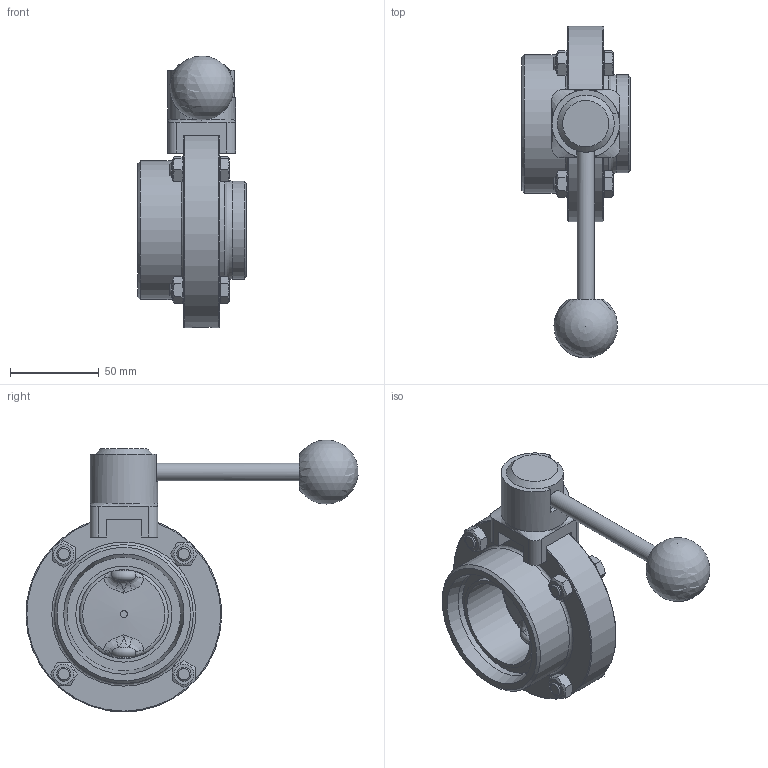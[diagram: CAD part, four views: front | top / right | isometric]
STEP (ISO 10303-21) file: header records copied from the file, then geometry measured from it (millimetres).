
FILE_DESCRIPTION((''),'2;1');
FILE_NAME('55200050X100.stp','2010-11-16T13:28:15',('Creator'),(''),'Autodesk Inventor 2010','Autodesk Inventor 2010','');
FILE_SCHEMA(('AUTOMOTIVE_DESIGN { 1 0 10303 214 1 1 1 1 }'));
Length unit declared in the file: millimetre
Products named in the file (1): 55200050X100
Bounding box: 61 x 186.52 x 152.8 mm (x, y, z)
Volume: 628.2 mm3; surface area: 70458.4 mm2
Topology: 4 solids, 5 shells, 275 faces, 707 edges, 440 vertices
Faces by surface type: plane 134, cone 56, cylinder 46, bspline 31, torus 7, sphere 1
Full cylindrical faces by diameter (mm): 4.134 x1, 7.323 x4, 8 x8, 8.5 x4, 9.8 x1, 11.4 x4, 12 x2, 14.2 x2, 32 x1, 38 x1, 50 x1, 54 x1, 55 x1, 63.8 x1, 72.5 x1, 78 x1, 110 x1
Entity records: 11113 total; most frequent: CARTESIAN_POINT 5310, ORIENTED_EDGE 1212, DIRECTION 1095, EDGE_CURVE 606, AXIS2_PLACEMENT_3D 449, VERTEX_POINT 414, EDGE_LOOP 376, FACE_OUTER_BOUND 274
